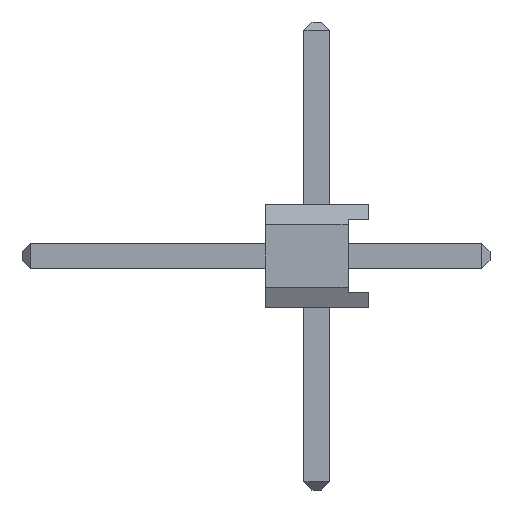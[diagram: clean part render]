
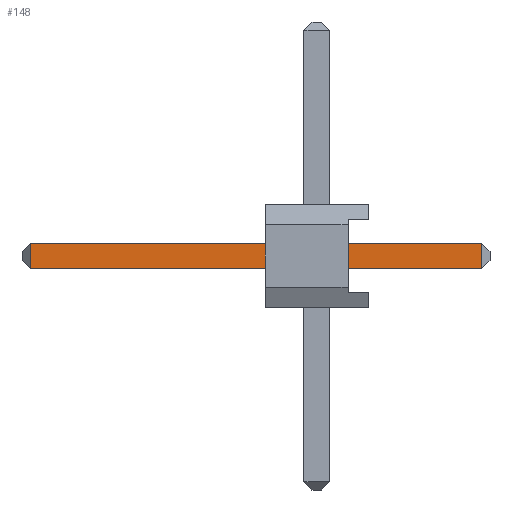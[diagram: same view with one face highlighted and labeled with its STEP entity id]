
A CAD part, left-side view. The second image highlights one B-rep face of the part: STEP entity #148.
In plain terms, the highlighted planar face has unit normal (-1, 0, 0).
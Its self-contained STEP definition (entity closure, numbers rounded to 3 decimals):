
#148 = ADVANCED_FACE( '', ( #324 ), #325, .F. );
#324 = FACE_OUTER_BOUND( '', #528, .T. );
#325 = PLANE( '', #529 );
#528 = EDGE_LOOP( '', ( #903, #904, #905, #906 ) );
#529 = AXIS2_PLACEMENT_3D( '', #907, #908, #909 );
#903 = ORIENTED_EDGE( '', *, *, #1347, .T. );
#904 = ORIENTED_EDGE( '', *, *, #1348, .T. );
#905 = ORIENTED_EDGE( '', *, *, #1222, .F. );
#906 = ORIENTED_EDGE( '', *, *, #1349, .T. );
#907 = CARTESIAN_POINT( '', ( -0.32, -0.32, 5.77 ) );
#908 = DIRECTION( '', ( 1., 0., 0. ) );
#909 = DIRECTION( '', ( 0., 0., -1. ) );
#1222 = EDGE_CURVE( '', #1456, #1457, #1458, .T. );
#1347 = EDGE_CURVE( '', #1659, #1660, #1661, .T. );
#1348 = EDGE_CURVE( '', #1660, #1457, #1662, .T. );
#1349 = EDGE_CURVE( '', #1456, #1659, #1663, .T. );
#1456 = VERTEX_POINT( '', #1795 );
#1457 = VERTEX_POINT( '', #1796 );
#1458 = LINE( '', #1797, #1798 );
#1659 = VERTEX_POINT( '', #2100 );
#1660 = VERTEX_POINT( '', #2101 );
#1661 = LINE( '', #2102, #2103 );
#1662 = LINE( '', #2104, #2105 );
#1663 = LINE( '', #2106, #2107 );
#1795 = CARTESIAN_POINT( '', ( -0.32, -0.32, 5.57 ) );
#1796 = CARTESIAN_POINT( '', ( -0.32, -0.32, -5.57 ) );
#1797 = CARTESIAN_POINT( '', ( -0.32, -0.32, 5.77 ) );
#1798 = VECTOR( '', #2245, 1000. );
#2100 = CARTESIAN_POINT( '', ( -0.32, 0.32, 5.57 ) );
#2101 = CARTESIAN_POINT( '', ( -0.32, 0.32, -5.57 ) );
#2102 = CARTESIAN_POINT( '', ( -0.32, 0.32, 5.77 ) );
#2103 = VECTOR( '', #2347, 1000. );
#2104 = CARTESIAN_POINT( '', ( -0.32, -0.32, -5.57 ) );
#2105 = VECTOR( '', #2348, 1000. );
#2106 = CARTESIAN_POINT( '', ( -0.32, -0.32, 5.57 ) );
#2107 = VECTOR( '', #2349, 1000. );
#2245 = DIRECTION( '', ( 0., 0., -1. ) );
#2347 = DIRECTION( '', ( 0., 0., -1. ) );
#2348 = DIRECTION( '', ( 0., -1., 0. ) );
#2349 = DIRECTION( '', ( 0., 1., 0. ) );
